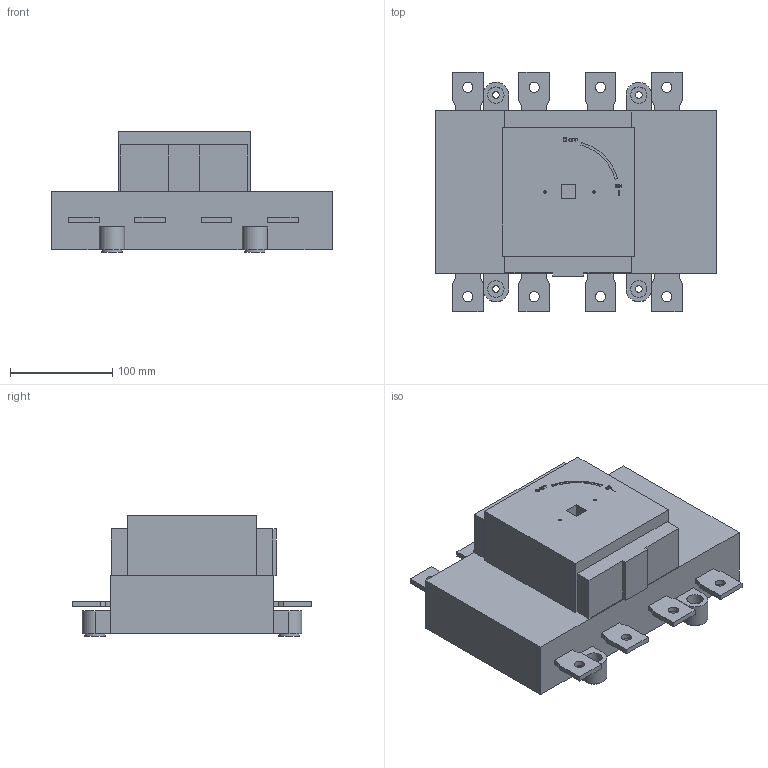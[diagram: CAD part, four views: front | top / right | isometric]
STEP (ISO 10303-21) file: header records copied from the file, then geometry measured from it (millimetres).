
FILE_DESCRIPTION((''),'2;1');
FILE_NAME('Int S5000-630-800A 4P (2010-09)_.stp','2011-11-30T17:06:06',('david'),(''),'Autodesk Inventor 2010','Autodesk Inventor 2010','');
FILE_SCHEMA(('CONFIG_CONTROL_DESIGN'));
Length unit declared in the file: millimetre
Products named in the file (1): Int S5000-630-800A 4P (2010-09)_2
Bounding box: 275 x 235 x 118.5 mm (x, y, z)
Volume: 3741572.1 mm3; surface area: 206707.3 mm2
Topology: 1 solids, 1 shells, 240 faces, 622 edges, 414 vertices
Faces by surface type: plane 170, bspline 42, cylinder 28
Full cylindrical faces by diameter (mm): 2.5 x2, 6.5 x4, 10 x8, 16 x4, 20 x4
Entity records: 7449 total; most frequent: CARTESIAN_POINT 1801, ORIENTED_EDGE 1200, DIRECTION 970, EDGE_CURVE 600, VECTOR 460, LINE 460, VERTEX_POINT 414, EDGE_LOOP 316
